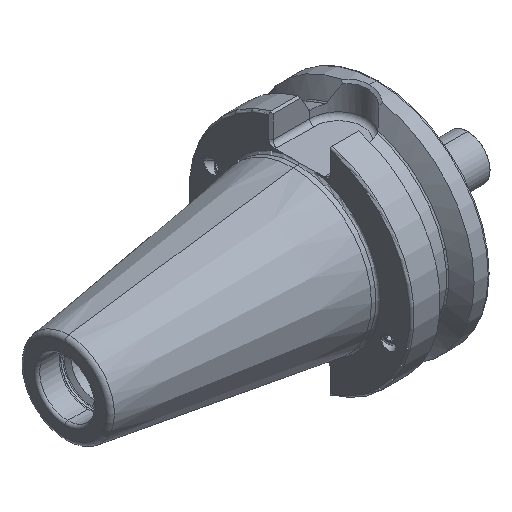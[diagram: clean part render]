
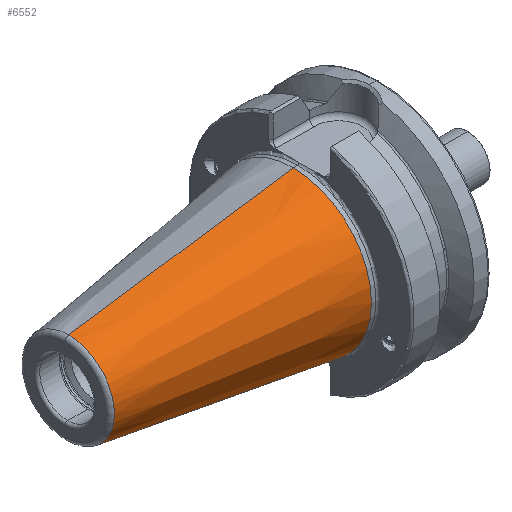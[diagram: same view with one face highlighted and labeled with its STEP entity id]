
A CAD part, isometric view. The second image highlights one B-rep face of the part: STEP entity #6552.
In plain terms, the highlighted conical face has half-angle 8.297 degrees and reference radius 34.925 mm.
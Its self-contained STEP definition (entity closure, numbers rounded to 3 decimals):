
#215 = ORIENTED_EDGE ( 'NONE', *, *, #3035, .T. ) ;
#322 = FACE_OUTER_BOUND ( 'NONE', #1378, .T. ) ;
#331 = CARTESIAN_POINT ( 'NONE',  ( 0., 0., 0. ) ) ;
#434 = LINE ( 'NONE', #3944, #4753 ) ;
#511 = EDGE_CURVE ( 'NONE', #2181, #4811, #434, .T. ) ;
#783 = AXIS2_PLACEMENT_3D ( 'NONE', #331, #5389, #6025 ) ;
#864 = CARTESIAN_POINT ( 'NONE',  ( -100.089, 0., 0. ) ) ;
#1204 = LINE ( 'NONE', #6456, #5521 ) ;
#1378 = EDGE_LOOP ( 'NONE', ( #6384, #3423, #3238, #215 ) ) ;
#1434 = DIRECTION ( 'NONE',  ( 0., 0., 1. ) ) ;
#2163 = CIRCLE ( 'NONE', #6874, 20.329 ) ;
#2181 = VERTEX_POINT ( 'NONE', #3779 ) ;
#2876 = DIRECTION ( 'NONE',  ( -1., 0., 0. ) ) ;
#3035 = EDGE_CURVE ( 'NONE', #3215, #4811, #3639, .T. ) ;
#3215 = VERTEX_POINT ( 'NONE', #3310 ) ;
#3238 = ORIENTED_EDGE ( 'NONE', *, *, #7035, .T. ) ;
#3310 = CARTESIAN_POINT ( 'NONE',  ( 0., 0., -34.925 ) ) ;
#3413 = DIRECTION ( 'NONE',  ( 0.99, 0., 0.144 ) ) ;
#3423 = ORIENTED_EDGE ( 'NONE', *, *, #5681, .F. ) ;
#3639 = CIRCLE ( 'NONE', #4072, 34.925 ) ;
#3679 = DIRECTION ( 'NONE',  ( 0.99, 0., -0.144 ) ) ;
#3779 = CARTESIAN_POINT ( 'NONE',  ( -100.089, 0., 20.329 ) ) ;
#3944 = CARTESIAN_POINT ( 'NONE',  ( 0., 0., 34.925 ) ) ;
#4035 = VERTEX_POINT ( 'NONE', #6730 ) ;
#4072 = AXIS2_PLACEMENT_3D ( 'NONE', #6220, #2876, #6781 ) ;
#4283 = CARTESIAN_POINT ( 'NONE',  ( 0., 0., 34.925 ) ) ;
#4753 = VECTOR ( 'NONE', #3413, 1000. ) ;
#4802 = DIRECTION ( 'NONE',  ( -1., 0., 0. ) ) ;
#4811 = VERTEX_POINT ( 'NONE', #4283 ) ;
#5389 = DIRECTION ( 'NONE',  ( 1., 0., 0. ) ) ;
#5521 = VECTOR ( 'NONE', #3679, 1000. ) ;
#5681 = EDGE_CURVE ( 'NONE', #4035, #2181, #2163, .T. ) ;
#5966 = CONICAL_SURFACE ( 'NONE', #783, 34.925, 0.145 ) ;
#6025 = DIRECTION ( 'NONE',  ( 0., 0., -1. ) ) ;
#6220 = CARTESIAN_POINT ( 'NONE',  ( 0., 0., 0. ) ) ;
#6384 = ORIENTED_EDGE ( 'NONE', *, *, #511, .F. ) ;
#6456 = CARTESIAN_POINT ( 'NONE',  ( 0., 0., -34.925 ) ) ;
#6552 = ADVANCED_FACE ( 'NONE', ( #322 ), #5966, .T. ) ;
#6730 = CARTESIAN_POINT ( 'NONE',  ( -100.089, 0., -20.329 ) ) ;
#6781 = DIRECTION ( 'NONE',  ( 0., 0., 1. ) ) ;
#6874 = AXIS2_PLACEMENT_3D ( 'NONE', #864, #4802, #1434 ) ;
#7035 = EDGE_CURVE ( 'NONE', #4035, #3215, #1204, .T. ) ;
